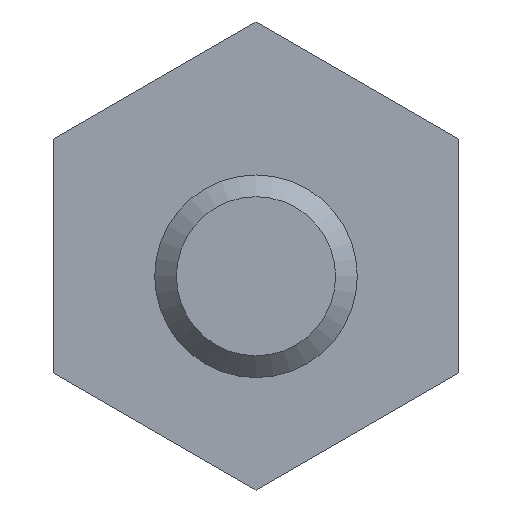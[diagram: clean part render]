
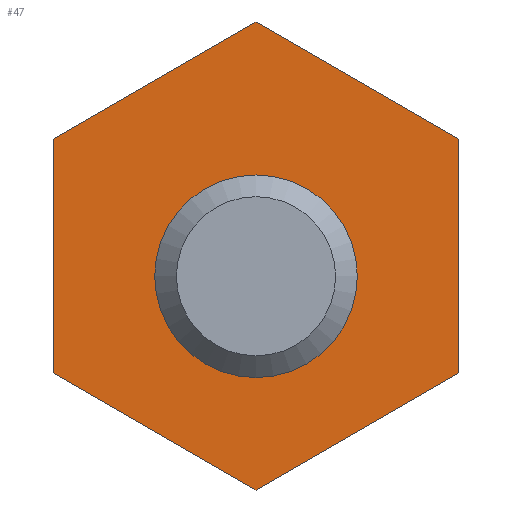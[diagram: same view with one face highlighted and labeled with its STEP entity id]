
A CAD part, front view. The second image highlights one B-rep face of the part: STEP entity #47.
In plain terms, the highlighted planar face has unit normal (0, -1, 0).
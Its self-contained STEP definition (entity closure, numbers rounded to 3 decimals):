
#47 = ADVANCED_FACE( '', ( #110, #111 ), #112, .F. );
#110 = FACE_BOUND( '', #195, .T. );
#111 = FACE_OUTER_BOUND( '', #196, .T. );
#112 = PLANE( '', #197 );
#195 = EDGE_LOOP( '', ( #274 ) );
#196 = EDGE_LOOP( '', ( #275, #276, #277, #278, #279, #280 ) );
#197 = AXIS2_PLACEMENT_3D( '', #281, #282, #283 );
#274 = ORIENTED_EDGE( '', *, *, #454, .F. );
#275 = ORIENTED_EDGE( '', *, *, #455, .F. );
#276 = ORIENTED_EDGE( '', *, *, #456, .F. );
#277 = ORIENTED_EDGE( '', *, *, #457, .F. );
#278 = ORIENTED_EDGE( '', *, *, #458, .F. );
#279 = ORIENTED_EDGE( '', *, *, #459, .F. );
#280 = ORIENTED_EDGE( '', *, *, #460, .F. );
#281 = CARTESIAN_POINT( '', ( 0., -2.8, 0. ) );
#282 = DIRECTION( '', ( 0., 1., 0. ) );
#283 = DIRECTION( '', ( 0., 0., 1. ) );
#454 = EDGE_CURVE( '', #521, #521, #522, .F. );
#455 = EDGE_CURVE( '', #523, #524, #525, .T. );
#456 = EDGE_CURVE( '', #526, #523, #527, .T. );
#457 = EDGE_CURVE( '', #528, #526, #529, .T. );
#458 = EDGE_CURVE( '', #530, #528, #531, .T. );
#459 = EDGE_CURVE( '', #532, #530, #533, .T. );
#460 = EDGE_CURVE( '', #524, #532, #534, .T. );
#521 = VERTEX_POINT( '', #620 );
#522 = CIRCLE( '', #621, 1.45 );
#523 = VERTEX_POINT( '', #622 );
#524 = VERTEX_POINT( '', #623 );
#525 = LINE( '', #624, #625 );
#526 = VERTEX_POINT( '', #626 );
#527 = LINE( '', #627, #628 );
#528 = VERTEX_POINT( '', #629 );
#529 = LINE( '', #630, #631 );
#530 = VERTEX_POINT( '', #632 );
#531 = LINE( '', #633, #634 );
#532 = VERTEX_POINT( '', #635 );
#533 = LINE( '', #636, #637 );
#534 = LINE( '', #638, #639 );
#620 = CARTESIAN_POINT( '', ( 0., -2.8, 1.45 ) );
#621 = AXIS2_PLACEMENT_3D( '', #754, #755, #756 );
#622 = CARTESIAN_POINT( '', ( -4., -2.8, -1.909 ) );
#623 = CARTESIAN_POINT( '', ( -4., -2.8, 2.709 ) );
#624 = CARTESIAN_POINT( '', ( -4., -2.8, -1.909 ) );
#625 = VECTOR( '', #757, 1000. );
#626 = CARTESIAN_POINT( '', ( 0., -2.8, -4.219 ) );
#627 = CARTESIAN_POINT( '', ( 0., -2.8, -4.219 ) );
#628 = VECTOR( '', #758, 1000. );
#629 = CARTESIAN_POINT( '', ( 4., -2.8, -1.909 ) );
#630 = CARTESIAN_POINT( '', ( 4., -2.8, -1.909 ) );
#631 = VECTOR( '', #759, 1000. );
#632 = CARTESIAN_POINT( '', ( 4., -2.8, 2.709 ) );
#633 = CARTESIAN_POINT( '', ( 4., -2.8, 2.709 ) );
#634 = VECTOR( '', #760, 1000. );
#635 = CARTESIAN_POINT( '', ( 0., -2.8, 5.019 ) );
#636 = CARTESIAN_POINT( '', ( 0., -2.8, 5.019 ) );
#637 = VECTOR( '', #761, 1000. );
#638 = CARTESIAN_POINT( '', ( -4., -2.8, 2.709 ) );
#639 = VECTOR( '', #762, 1000. );
#754 = CARTESIAN_POINT( '', ( 0., -2.8, 0. ) );
#755 = DIRECTION( '', ( 0., 1., 0. ) );
#756 = DIRECTION( '', ( 0., 0., 1. ) );
#757 = DIRECTION( '', ( 0., 0., 1. ) );
#758 = DIRECTION( '', ( -0.866, 0., 0.5 ) );
#759 = DIRECTION( '', ( -0.866, 0., -0.5 ) );
#760 = DIRECTION( '', ( 0., 0., -1. ) );
#761 = DIRECTION( '', ( 0.866, 0., -0.5 ) );
#762 = DIRECTION( '', ( 0.866, 0., 0.5 ) );
